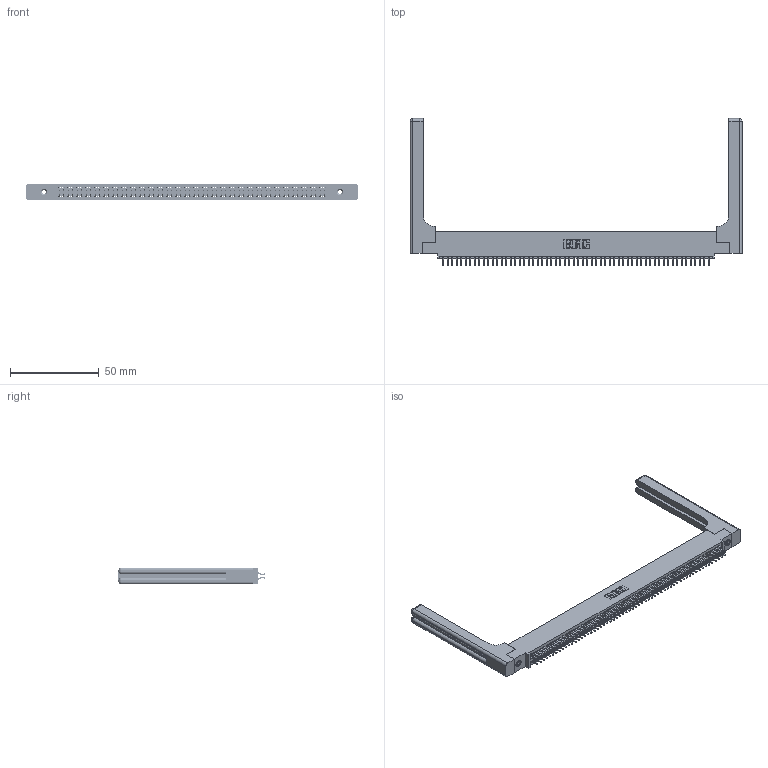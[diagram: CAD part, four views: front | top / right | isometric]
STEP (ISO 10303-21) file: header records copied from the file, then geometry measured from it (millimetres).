
FILE_DESCRIPTION (( 'STEP AP203' ), '1' );
FILE_NAME ('345-120-556-558.STEP', '2019-11-06T03:42:20', ( '' ), ( '' ), 'SwSTEP 2.0', 'SolidWorks 2016', '' );
FILE_SCHEMA (( 'CONFIG_CONTROL_DESIGN' ));
Length unit declared in the file: inch
Products named in the file (5): 345-250-001_345-250-001-102; 345 Part_0.110 Offset - 0.156 Dia-TH; 345-292-001_556 Tail; 345-220-058_345-220-058; 345-120-556-558
Assembly tree (125 placements, depth 2):
  345-120-556-558
    345 Part_0.110 Offset - 0.156 Dia-TH
    345-292-001_556 Tail  x120
    345-250-001_345-250-001-102  x2
    345-220-058_345-220-058  x2
Bounding box: 187.43 x 82.99 x 9.4 mm (x, y, z)
Volume: 26770.9 mm3; surface area: 32439.5 mm2
Topology: 125 solids, 125 shells, 7106 faces, 21059 edges, 13858 vertices
Faces by surface type: plane 4672, cylinder 2374, bspline 36, cone 12, sphere 8, torus 4
Entity records: 50188 total; most frequent: CARTESIAN_POINT 9405, ORIENTED_EDGE 8124, DIRECTION 7190, EDGE_CURVE 4062, VECTOR 3590, LINE 3590, VERTEX_POINT 2698, AXIS2_PLACEMENT_3D 1800
